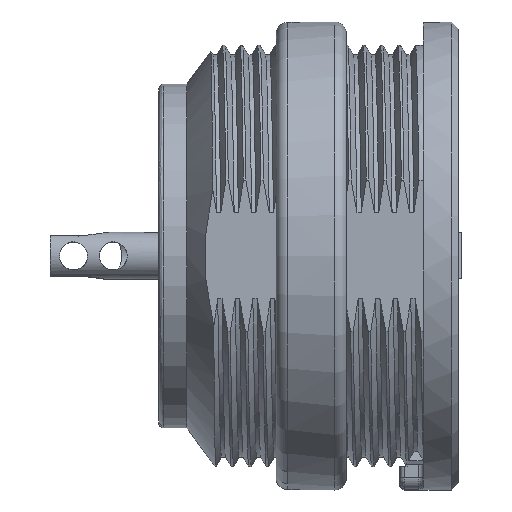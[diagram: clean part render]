
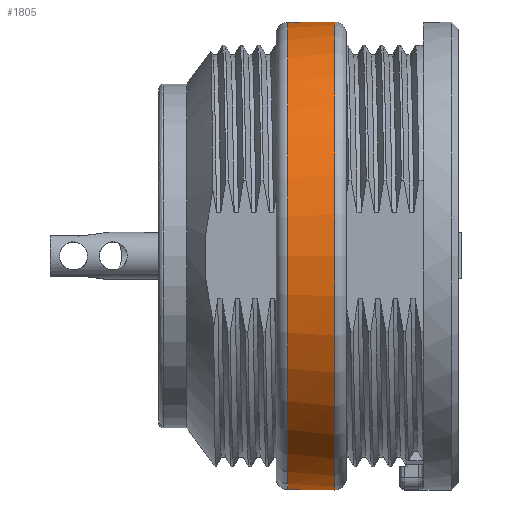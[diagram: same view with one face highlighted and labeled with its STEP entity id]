
A CAD part, top view. The second image highlights one B-rep face of the part: STEP entity #1805.
In plain terms, the highlighted cylindrical face has radius 10 mm (diameter 20 mm), a full revolution.
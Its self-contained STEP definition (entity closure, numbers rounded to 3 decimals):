
#1062=CYLINDRICAL_SURFACE('',#6620,10.);
#1805=ADVANCED_FACE('',(#2857,#2858),#1062,.T.);
#2212=LINE('',#35563,#2588);
#2213=LINE('',#35568,#2589);
#2214=LINE('',#35572,#2590);
#2215=LINE('',#35576,#2591);
#2588=VECTOR('',#7285,1.);
#2589=VECTOR('',#7288,1.);
#2590=VECTOR('',#7291,1.);
#2591=VECTOR('',#7294,1.);
#2857=FACE_BOUND('',#3087,.T.);
#2858=FACE_BOUND('',#3088,.T.);
#3087=EDGE_LOOP('',(#4116));
#3088=EDGE_LOOP('',(#4117,#4118,#4119,#4120,#4121,#4122,#4123,#4124));
#4116=ORIENTED_EDGE('',*,*,#5938,.F.);
#4117=ORIENTED_EDGE('',*,*,#5939,.F.);
#4118=ORIENTED_EDGE('',*,*,#5940,.T.);
#4119=ORIENTED_EDGE('',*,*,#5941,.T.);
#4120=ORIENTED_EDGE('',*,*,#5942,.T.);
#4121=ORIENTED_EDGE('',*,*,#5943,.F.);
#4122=ORIENTED_EDGE('',*,*,#5944,.T.);
#4123=ORIENTED_EDGE('',*,*,#5945,.T.);
#4124=ORIENTED_EDGE('',*,*,#5946,.T.);
#5238=VERTEX_POINT('',#35562);
#5239=VERTEX_POINT('',#35564);
#5240=VERTEX_POINT('',#35565);
#5241=VERTEX_POINT('',#35567);
#5242=VERTEX_POINT('',#35569);
#5243=VERTEX_POINT('',#35571);
#5244=VERTEX_POINT('',#35573);
#5245=VERTEX_POINT('',#35575);
#5246=VERTEX_POINT('',#35577);
#5938=EDGE_CURVE('',#5238,#5238,#6385,.T.);
#5939=EDGE_CURVE('',#5239,#5240,#2212,.T.);
#5940=EDGE_CURVE('',#5239,#5241,#6386,.T.);
#5941=EDGE_CURVE('',#5241,#5242,#2213,.T.);
#5942=EDGE_CURVE('',#5242,#5243,#6387,.T.);
#5943=EDGE_CURVE('',#5244,#5243,#2214,.T.);
#5944=EDGE_CURVE('',#5244,#5245,#6388,.T.);
#5945=EDGE_CURVE('',#5245,#5246,#2215,.T.);
#5946=EDGE_CURVE('',#5246,#5240,#6389,.T.);
#6385=CIRCLE('',#6615,10.);
#6386=CIRCLE('',#6616,10.);
#6387=CIRCLE('',#6617,10.);
#6388=CIRCLE('',#6618,10.);
#6389=CIRCLE('',#6619,10.);
#6615=AXIS2_PLACEMENT_3D('',#35561,#7283,#7284);
#6616=AXIS2_PLACEMENT_3D('',#35566,#7286,#7287);
#6617=AXIS2_PLACEMENT_3D('',#35570,#7289,#7290);
#6618=AXIS2_PLACEMENT_3D('',#35574,#7292,#7293);
#6619=AXIS2_PLACEMENT_3D('',#35578,#7295,#7296);
#6620=AXIS2_PLACEMENT_3D('',#35579,#7297,#7298);
#7283=DIRECTION('',(1.,0.,0.));
#7284=DIRECTION('',(0.,1.,0.));
#7285=DIRECTION('',(-1.,0.,0.));
#7286=DIRECTION('',(1.,0.,0.));
#7287=DIRECTION('',(0.,1.,0.));
#7288=DIRECTION('',(-1.,0.,0.));
#7289=DIRECTION('',(1.,0.,0.));
#7290=DIRECTION('',(0.,1.,0.));
#7291=DIRECTION('',(-1.,0.,0.));
#7292=DIRECTION('',(1.,0.,0.));
#7293=DIRECTION('',(0.,1.,0.));
#7294=DIRECTION('',(-1.,0.,0.));
#7295=DIRECTION('',(1.,0.,0.));
#7296=DIRECTION('',(0.,1.,0.));
#7297=DIRECTION('',(1.,0.,0.));
#7298=DIRECTION('',(0.,1.,0.));
#35561=CARTESIAN_POINT('',(-54.318,-27.815,0.));
#35562=CARTESIAN_POINT('',(-54.318,-17.815,0.));
#35563=CARTESIAN_POINT('',(-55.818,-17.833,-0.6));
#35564=CARTESIAN_POINT('',(-55.818,-17.833,-0.6));
#35565=CARTESIAN_POINT('',(-56.318,-17.833,-0.6));
#35566=CARTESIAN_POINT('',(-55.818,-27.815,0.));
#35567=CARTESIAN_POINT('',(-55.818,-17.833,0.6));
#35568=CARTESIAN_POINT('',(-53.818,-17.833,0.6));
#35569=CARTESIAN_POINT('',(-56.318,-17.833,0.6));
#35570=CARTESIAN_POINT('',(-56.318,-27.815,0.));
#35571=CARTESIAN_POINT('',(-56.318,-37.797,0.6));
#35572=CARTESIAN_POINT('',(-55.818,-37.797,0.6));
#35573=CARTESIAN_POINT('',(-55.818,-37.797,0.6));
#35574=CARTESIAN_POINT('',(-55.818,-27.815,0.));
#35575=CARTESIAN_POINT('',(-55.818,-37.797,-0.6));
#35576=CARTESIAN_POINT('',(-55.818,-37.797,-0.6));
#35577=CARTESIAN_POINT('',(-56.318,-37.797,-0.6));
#35578=CARTESIAN_POINT('',(-56.318,-27.815,0.));
#35579=CARTESIAN_POINT('',(-53.818,-27.815,0.));
